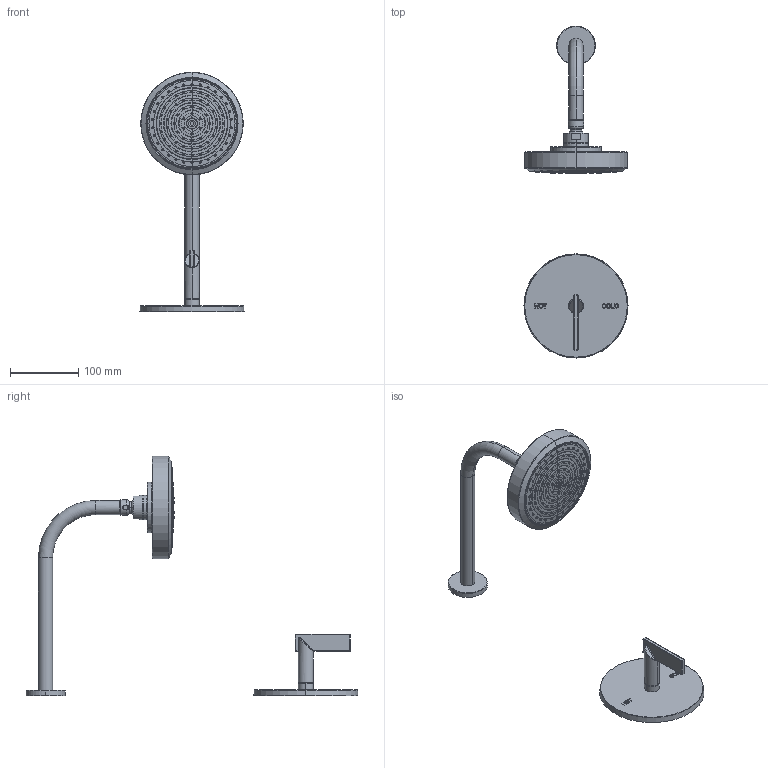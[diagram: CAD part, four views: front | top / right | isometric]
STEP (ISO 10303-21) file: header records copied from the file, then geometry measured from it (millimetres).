
FILE_DESCRIPTION((''),'2;1');
FILE_NAME('3-248BP','2021-05-28T15:49:20',('jinson.thomas'),(''),'CREO PARAMETRIC BY PTC INC, 2018400','CREO PARAMETRIC BY PTC INC, 2018400','');
FILE_SCHEMA(('CONFIG_CONTROL_DESIGN'));
Length unit declared in the file: inch
Products named in the file (1): 3-248BP
Bounding box: 152.4 x 485.77 x 350.49 mm (x, y, z)
Volume: 895207.2 mm3; surface area: 134552.9 mm2
Topology: 2 solids, 2 shells, 1027 faces, 2666 edges, 1784 vertices
Faces by surface type: torus 238, cylinder 226, cone 191, plane 163, sphere 110, extrusion 76, bspline 23
Entity records: 48954 total; most frequent: CARTESIAN_POINT 24392, ORIENTED_EDGE 5332, DIRECTION 4784, EDGE_CURVE 2666, AXIS2_PLACEMENT_3D 1952, VERTEX_POINT 1784, EDGE_LOOP 1168, FACE_OUTER_BOUND 1027
